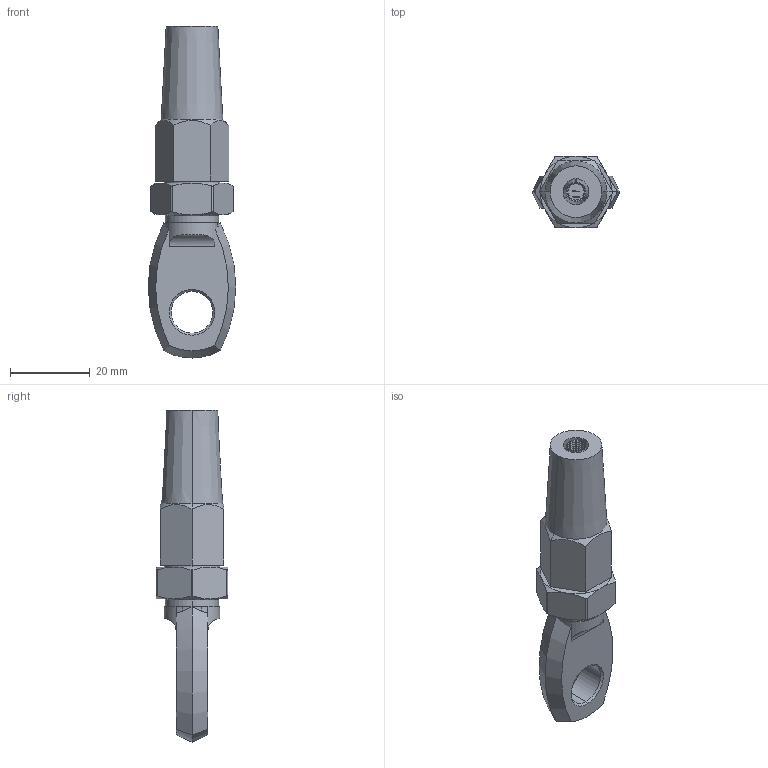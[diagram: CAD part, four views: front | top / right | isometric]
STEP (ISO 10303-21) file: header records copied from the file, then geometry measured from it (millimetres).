
FILE_DESCRIPTION (( 'STEP AP203' ), '1' );
FILE_NAME ('10160005.STEP', '2018-03-13T10:29:34', ( '' ), ( '' ), 'SwSTEP 2.0', 'SolidWorks 2015', '' );
FILE_SCHEMA (( 'CONFIG_CONTROL_DESIGN' ));
Length unit declared in the file: millimetre
Products named in the file (7): 1016000X Teil6_10160005 Teil6; 1016000X Teil3_10160003 Teil3 Keyshot; 1016000X Teil1_10160005 Teil1; 1016000X Teil4_10160005 Teil3; 1016000X Teil5_10160005 Teil5; 1016000X Teil2_10160005 Teil2; 10160005
Assembly tree (8 placements, depth 2):
  10160005
    1016000X Teil4_10160005 Teil3
    1016000X Teil2_10160005 Teil2  x3
    1016000X Teil3_10160003 Teil3 Keyshot
    1016000X Teil1_10160005 Teil1
    1016000X Teil5_10160005 Teil5
    1016000X Teil6_10160005 Teil6
Bounding box: 22 x 18 x 83.5 mm (x, y, z)
Volume: 12942.9 mm3; surface area: 8759.3 mm2
Topology: 8 solids, 8 shells, 561 faces, 1496 edges, 975 vertices
Faces by surface type: cylinder 140, plane 134, torus 128, bspline 105, cone 54
Entity records: 19378 total; most frequent: CARTESIAN_POINT 9421, ORIENTED_EDGE 2056, DIRECTION 1650, EDGE_CURVE 1028, VERTEX_POINT 663, AXIS2_PLACEMENT_3D 579, VECTOR 492, LINE 492
